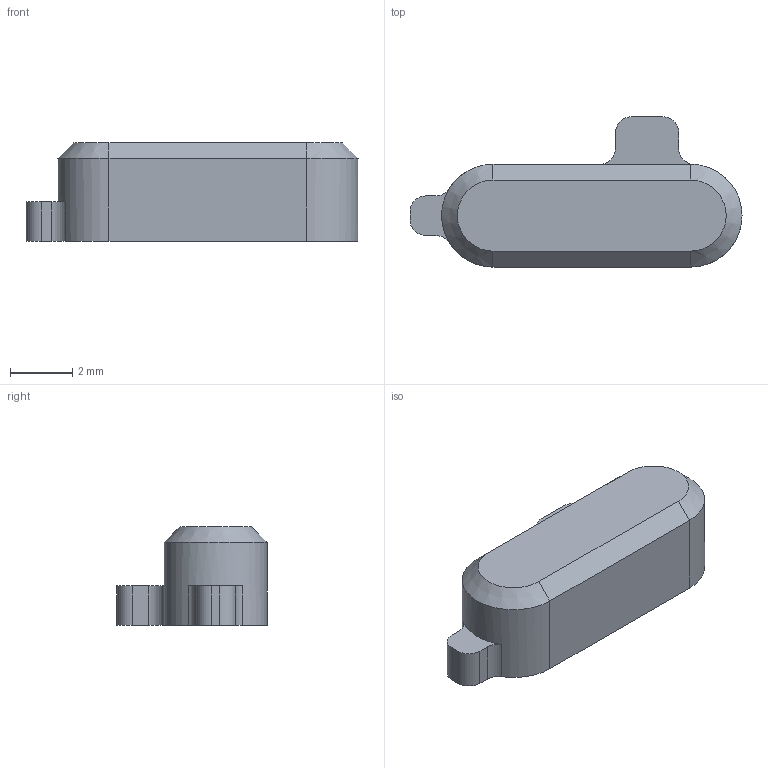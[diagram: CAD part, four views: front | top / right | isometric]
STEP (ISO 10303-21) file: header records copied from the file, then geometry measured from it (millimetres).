
FILE_DESCRIPTION (( 'STEP AP214' ), '1' );
FILE_NAME ('Button 2 - ESP32 Wall Display.STEP', '2023-03-12T04:27:48', ( '' ), ( '' ), 'SwSTEP 2.0', 'SolidWorks 2019', '' );
FILE_SCHEMA (( 'AUTOMOTIVE_DESIGN' ));
Length unit declared in the file: inch
Products named in the file (1): Button 2 - ESP32 Wall Display
Bounding box: 10.67 x 4.83 x 3.17 mm (x, y, z)
Volume: 96.5 mm3; surface area: 138.7 mm2
Topology: 1 solids, 1 shells, 26 faces, 68 edges, 44 vertices
Faces by surface type: plane 14, cylinder 10, cone 2
Entity records: 845 total; most frequent: DIRECTION 147, CARTESIAN_POINT 139, ORIENTED_EDGE 136, EDGE_CURVE 68, AXIS2_PLACEMENT_3D 52, VERTEX_POINT 44, LINE 43, VECTOR 43
